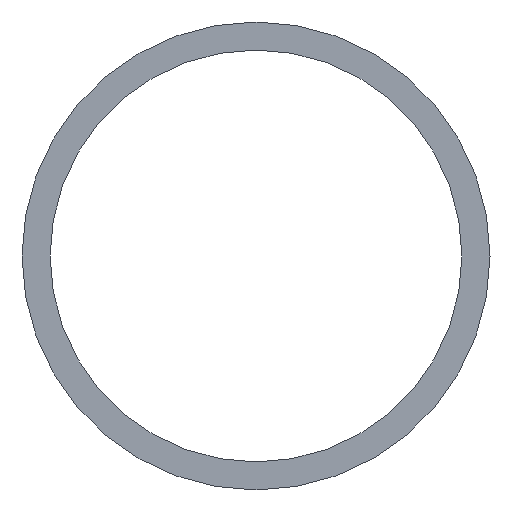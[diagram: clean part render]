
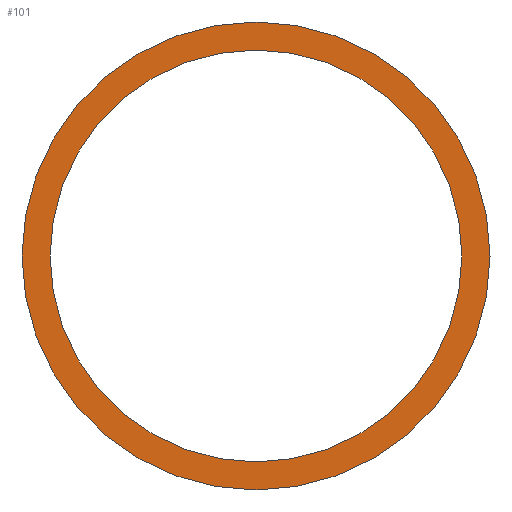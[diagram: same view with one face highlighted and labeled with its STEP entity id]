
A CAD part, left-side view. The second image highlights one B-rep face of the part: STEP entity #101.
In plain terms, the highlighted planar face has unit normal (-1, 0, 0).
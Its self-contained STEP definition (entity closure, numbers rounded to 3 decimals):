
#53 = VERTEX_POINT( '', #123 );
#63 = EDGE_CURVE( '', #91, #73, #134, .T. );
#65 = EDGE_CURVE( '', #53, #71, #136, .T. );
#71 = VERTEX_POINT( '', #143 );
#73 = VERTEX_POINT( '', #145 );
#91 = VERTEX_POINT( '', #166 );
#93 = EDGE_CURVE( '', #73, #91, #168, .T. );
#95 = EDGE_CURVE( '', #71, #53, #170, .T. );
#101 = ADVANCED_FACE( '', ( #177, #178 ), #179, .F. );
#123 = CARTESIAN_POINT( '', ( 0., 0., 55. ) );
#134 = CIRCLE( '', #208, 48.4 );
#136 = CIRCLE( '', #211, 55. );
#143 = CARTESIAN_POINT( '', ( 0., 0., -55. ) );
#145 = CARTESIAN_POINT( '', ( 0., 0., 48.4 ) );
#166 = CARTESIAN_POINT( '', ( 0., 0., -48.4 ) );
#168 = CIRCLE( '', #249, 48.4 );
#170 = CIRCLE( '', #252, 55. );
#177 = FACE_OUTER_BOUND( '', #260, .T. );
#178 = FACE_BOUND( '', #261, .T. );
#179 = PLANE( '', #262 );
#208 = AXIS2_PLACEMENT_3D( '', #279, #280, #281 );
#211 = AXIS2_PLACEMENT_3D( '', #282, #283, #284 );
#249 = AXIS2_PLACEMENT_3D( '', #318, #319, #320 );
#252 = AXIS2_PLACEMENT_3D( '', #321, #322, #323 );
#260 = EDGE_LOOP( '', ( #336, #337 ) );
#261 = EDGE_LOOP( '', ( #338, #339 ) );
#262 = AXIS2_PLACEMENT_3D( '', #340, #341, #342 );
#279 = CARTESIAN_POINT( '', ( 0., 0., 0. ) );
#280 = DIRECTION( '', ( 1., 0., 0. ) );
#281 = DIRECTION( '', ( 0., 0., -1. ) );
#282 = CARTESIAN_POINT( '', ( 0., 0., 0. ) );
#283 = DIRECTION( '', ( 1., 0., 0. ) );
#284 = DIRECTION( '', ( 0., 0., -1. ) );
#318 = CARTESIAN_POINT( '', ( 0., 0., 0. ) );
#319 = DIRECTION( '', ( 1., 0., 0. ) );
#320 = DIRECTION( '', ( 0., 0., -1. ) );
#321 = CARTESIAN_POINT( '', ( 0., 0., 0. ) );
#322 = DIRECTION( '', ( 1., 0., 0. ) );
#323 = DIRECTION( '', ( 0., 0., -1. ) );
#336 = ORIENTED_EDGE( '', *, *, #95, .F. );
#337 = ORIENTED_EDGE( '', *, *, #65, .F. );
#338 = ORIENTED_EDGE( '', *, *, #63, .T. );
#339 = ORIENTED_EDGE( '', *, *, #93, .T. );
#340 = CARTESIAN_POINT( '', ( 0., 0., 0. ) );
#341 = DIRECTION( '', ( 1., 0., 0. ) );
#342 = DIRECTION( '', ( 0., 0., -1. ) );
